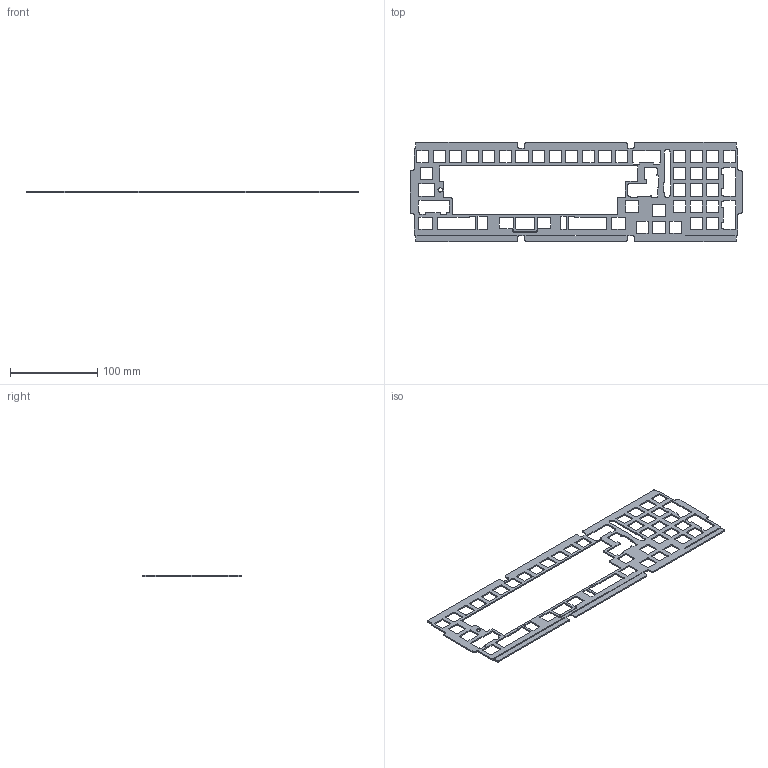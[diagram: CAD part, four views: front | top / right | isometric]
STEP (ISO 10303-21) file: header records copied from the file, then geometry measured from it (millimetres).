
FILE_DESCRIPTION(/* description */ (''),/* implementation_level */ '2;1');
FILE_NAME(/* name */ 'Petrichor_Half_Plate_04.10.24.step',/* time_stamp */ '2024-07-17T13:35:03+01:00',/* author */ (''),/* organization */ (''),/* preprocessor_version */ 'ST-DEVELOPER v20',/* originating_system */ 'Autodesk Translation Framework v13.14.0.145',/* authorisation */ '');
FILE_SCHEMA (('AUTOMOTIVE_DESIGN { 1 0 10303 214 3 1 1 }'));
Length unit declared in the file: millimetre
Products named in the file (1): Half plate
Bounding box: 381.18 x 114.36 x 1.5 mm (x, y, z)
Volume: 26818.7 mm3; surface area: 43997.2 mm2
Topology: 1 solids, 1 shells, 621 faces, 1857 edges, 1238 vertices
Faces by surface type: plane 318, cylinder 303
Full cylindrical faces by diameter (mm): 5 x1
Entity records: 21313 total; most frequent: CARTESIAN_POINT 3717, ORIENTED_EDGE 3714, DIRECTION 3707, EDGE_CURVE 1857, LINE 1251, VECTOR 1251, VERTEX_POINT 1238, AXIS2_PLACEMENT_3D 1228
